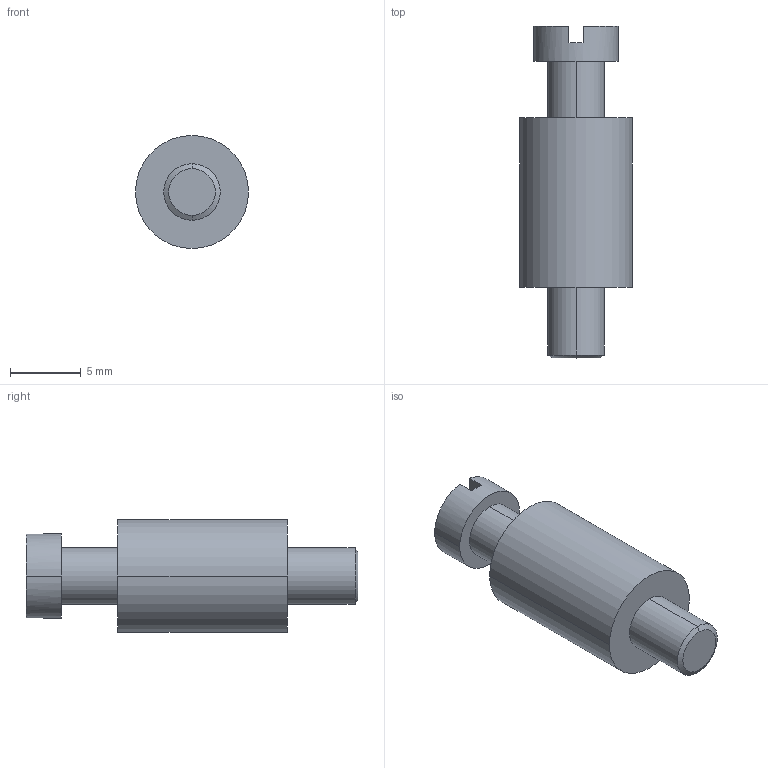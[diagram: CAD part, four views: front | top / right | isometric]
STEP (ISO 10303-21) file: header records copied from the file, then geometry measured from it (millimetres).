
FILE_DESCRIPTION((''),'2;1');
FILE_NAME('CPM35_ASM','2022-09-21T13:20:53',('klemen.sitar'),('Audax d.o.o.'),'CREO PARAMETRIC BY PTC INC, 2021304','CREO PARAMETRIC BY PTC INC, 2021304','');
FILE_SCHEMA(('AP242_MANAGED_MODEL_BASED_3D_ENGINEERING_MIM_LF { 1 0 10303 442 1 1 4 }'));
Length unit declared in the file: millimetre
Products named in the file (2): CPM35-4810; CPM35_ASM
Assembly tree (1 placements, depth 2):
  CPM35_ASM
    CPM35-4810
Bounding box: 8 x 23.5 x 8 mm (x, y, z)
Volume: 779.4 mm3; surface area: 603.6 mm2
Topology: 1 solids, 1 shells, 19 faces, 42 edges, 28 vertices
Faces by surface type: plane 9, cylinder 8, cone 2
Entity records: 995 total; most frequent: DIRECTION 112, CARTESIAN_POINT 97, ORIENTED_EDGE 84, PRESENTATION_STYLE_ASSIGNMENT 64, STYLED_ITEM 64, AXIS2_PLACEMENT_3D 47, CURVE_STYLE 44, EDGE_CURVE 42
